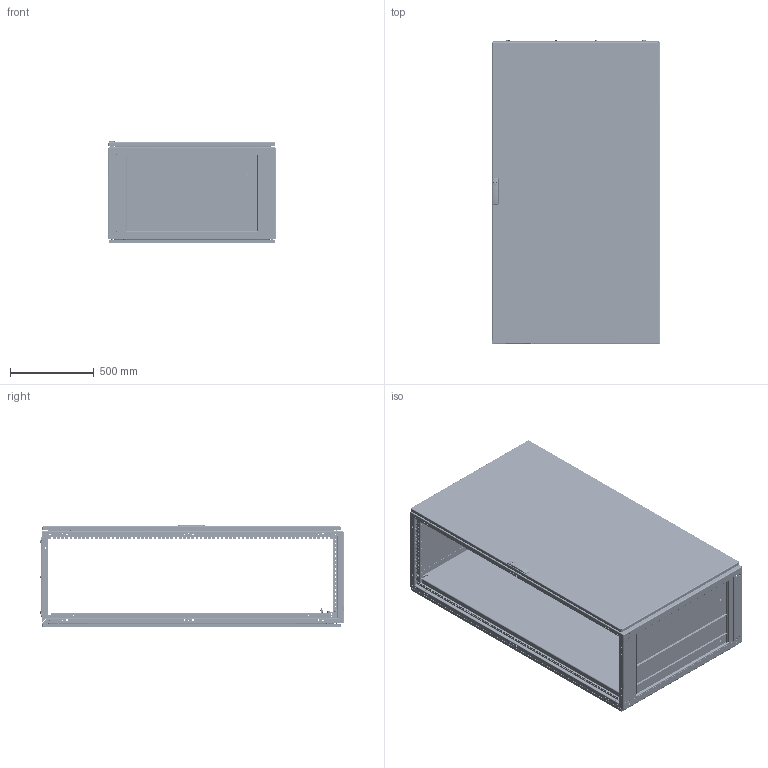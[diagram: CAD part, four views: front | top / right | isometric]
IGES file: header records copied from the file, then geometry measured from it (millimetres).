
Start section: SolidWorks IGES file using analytic representation for surfaces
Global section: file name: RS-1086.igs; native system: SolidWorks 2007; preprocessor: SolidWorks 2007; author: Homeyer; date: 091008.102804; units: millimetre
Bounding box: 1000 x 1809 x 612.94 mm (x, y, z)
Surface area: 18232375.5 mm2 (no closed solid volume)
Topology: 0 solids, 0 shells, 12670 faces, 155409 edges, 155255 vertices
Faces by surface type: bspline 8090, revolution 4580
